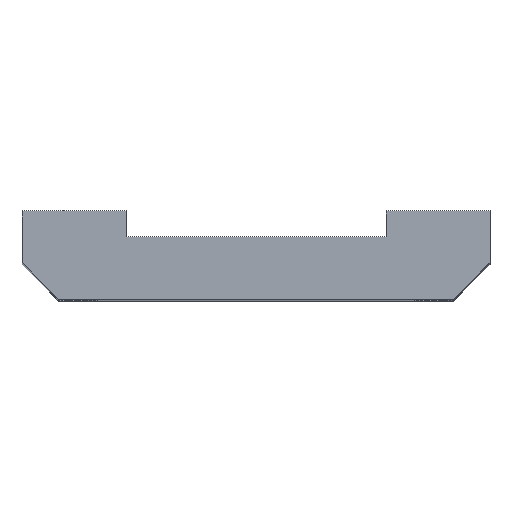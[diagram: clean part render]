
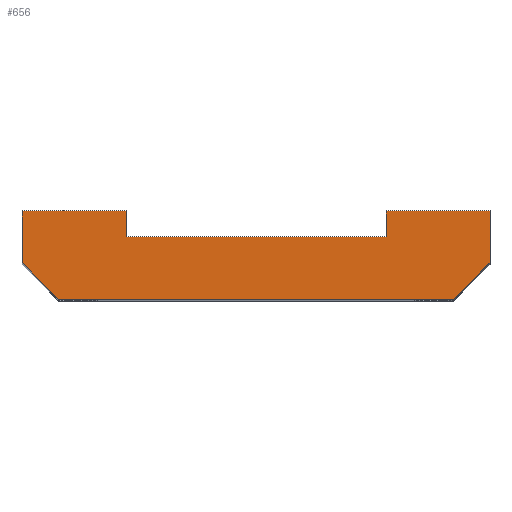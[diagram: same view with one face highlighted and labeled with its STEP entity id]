
A CAD part, top view. The second image highlights one B-rep face of the part: STEP entity #656.
In plain terms, the highlighted planar face has unit normal (0, 0, 1).
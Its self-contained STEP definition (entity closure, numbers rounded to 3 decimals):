
#1 = VERTEX_POINT ( 'NONE', #596 ) ;
#3 = ORIENTED_EDGE ( 'NONE', *, *, #542, .T. ) ;
#8 = ORIENTED_EDGE ( 'NONE', *, *, #622, .T. ) ;
#12 = LINE ( 'NONE', #82, #439 ) ;
#26 = VECTOR ( 'NONE', #215, 1000. ) ;
#75 = DIRECTION ( 'NONE',  ( 1., 0., 0. ) ) ;
#82 = CARTESIAN_POINT ( 'NONE',  ( -45., 7., 200. ) ) ;
#86 = DIRECTION ( 'NONE',  ( 0.707, -0.707, 0. ) ) ;
#98 = CARTESIAN_POINT ( 'NONE',  ( -25., 17., 200. ) ) ;
#119 = LINE ( 'NONE', #328, #705 ) ;
#134 = VECTOR ( 'NONE', #86, 1000. ) ;
#145 = VERTEX_POINT ( 'NONE', #763 ) ;
#156 = CARTESIAN_POINT ( 'NONE',  ( 45., 7., 200. ) ) ;
#159 = CARTESIAN_POINT ( 'NONE',  ( 45., 7., 200. ) ) ;
#160 = VERTEX_POINT ( 'NONE', #492 ) ;
#164 = LINE ( 'NONE', #477, #306 ) ;
#171 = ORIENTED_EDGE ( 'NONE', *, *, #583, .T. ) ;
#200 = VERTEX_POINT ( 'NONE', #765 ) ;
#209 = DIRECTION ( 'NONE',  ( 0., 0., -1. ) ) ;
#215 = DIRECTION ( 'NONE',  ( -1., 0., 0. ) ) ;
#280 = ORIENTED_EDGE ( 'NONE', *, *, #640, .T. ) ;
#303 = VERTEX_POINT ( 'NONE', #560 ) ;
#306 = VECTOR ( 'NONE', #678, 1000. ) ;
#313 = VECTOR ( 'NONE', #447, 1000. ) ;
#320 = DIRECTION ( 'NONE',  ( 0., 1., 0. ) ) ;
#321 = LINE ( 'NONE', #325, #134 ) ;
#323 = CARTESIAN_POINT ( 'NONE',  ( -25., 12., 200. ) ) ;
#325 = CARTESIAN_POINT ( 'NONE',  ( -38., 0., 200. ) ) ;
#328 = CARTESIAN_POINT ( 'NONE',  ( 38., 0., 200. ) ) ;
#330 = ORIENTED_EDGE ( 'NONE', *, *, #753, .T. ) ;
#332 = VERTEX_POINT ( 'NONE', #743 ) ;
#333 = LINE ( 'NONE', #588, #313 ) ;
#334 = CARTESIAN_POINT ( 'NONE',  ( 38., 0., 200. ) ) ;
#335 = AXIS2_PLACEMENT_3D ( 'NONE', #577, #209, #775 ) ;
#357 = LINE ( 'NONE', #452, #625 ) ;
#370 = ORIENTED_EDGE ( 'NONE', *, *, #626, .T. ) ;
#387 = DIRECTION ( 'NONE',  ( 0., -1., 0. ) ) ;
#388 = VERTEX_POINT ( 'NONE', #540 ) ;
#419 = VERTEX_POINT ( 'NONE', #98 ) ;
#420 = EDGE_CURVE ( 'NONE', #457, #1, #541, .T. ) ;
#439 = VECTOR ( 'NONE', #387, 1000. ) ;
#447 = DIRECTION ( 'NONE',  ( -1., 0., 0. ) ) ;
#448 = CARTESIAN_POINT ( 'NONE',  ( -25., 17., 200. ) ) ;
#452 = CARTESIAN_POINT ( 'NONE',  ( 45., 17., 200. ) ) ;
#457 = VERTEX_POINT ( 'NONE', #156 ) ;
#464 = DIRECTION ( 'NONE',  ( 0., 1., 0. ) ) ;
#477 = CARTESIAN_POINT ( 'NONE',  ( 25., 17., 200. ) ) ;
#484 = LINE ( 'NONE', #448, #570 ) ;
#487 = VERTEX_POINT ( 'NONE', #334 ) ;
#492 = CARTESIAN_POINT ( 'NONE',  ( -25., 12., 200. ) ) ;
#498 = VECTOR ( 'NONE', #464, 1000. ) ;
#509 = ORIENTED_EDGE ( 'NONE', *, *, #694, .T. ) ;
#540 = CARTESIAN_POINT ( 'NONE',  ( 25., 12., 200. ) ) ;
#541 = LINE ( 'NONE', #159, #498 ) ;
#542 = EDGE_CURVE ( 'NONE', #160, #419, #484, .T. ) ;
#560 = CARTESIAN_POINT ( 'NONE',  ( -45., 7., 200. ) ) ;
#570 = VECTOR ( 'NONE', #320, 1000. ) ;
#573 = EDGE_CURVE ( 'NONE', #145, #303, #12, .T. ) ;
#577 = CARTESIAN_POINT ( 'NONE',  ( 0., 0., 200. ) ) ;
#583 = EDGE_CURVE ( 'NONE', #332, #487, #651, .T. ) ;
#588 = CARTESIAN_POINT ( 'NONE',  ( -45., 17., 200. ) ) ;
#592 = DIRECTION ( 'NONE',  ( -1., 0., 0. ) ) ;
#596 = CARTESIAN_POINT ( 'NONE',  ( 45., 17., 200. ) ) ;
#622 = EDGE_CURVE ( 'NONE', #1, #200, #357, .T. ) ;
#625 = VECTOR ( 'NONE', #592, 1000. ) ;
#626 = EDGE_CURVE ( 'NONE', #419, #145, #333, .T. ) ;
#639 = ORIENTED_EDGE ( 'NONE', *, *, #723, .T. ) ;
#640 = EDGE_CURVE ( 'NONE', #388, #160, #673, .T. ) ;
#651 = LINE ( 'NONE', #716, #727 ) ;
#656 = ADVANCED_FACE ( 'NONE', ( #818 ), #781, .F. ) ;
#673 = LINE ( 'NONE', #323, #26 ) ;
#678 = DIRECTION ( 'NONE',  ( 0., -1., 0. ) ) ;
#694 = EDGE_CURVE ( 'NONE', #303, #332, #321, .T. ) ;
#705 = VECTOR ( 'NONE', #793, 1000. ) ;
#716 = CARTESIAN_POINT ( 'NONE',  ( 38., 0., 200. ) ) ;
#723 = EDGE_CURVE ( 'NONE', #487, #457, #119, .T. ) ;
#727 = VECTOR ( 'NONE', #75, 1000. ) ;
#743 = CARTESIAN_POINT ( 'NONE',  ( -38., 0., 200. ) ) ;
#745 = ORIENTED_EDGE ( 'NONE', *, *, #420, .T. ) ;
#753 = EDGE_CURVE ( 'NONE', #200, #388, #164, .T. ) ;
#754 = ORIENTED_EDGE ( 'NONE', *, *, #573, .T. ) ;
#763 = CARTESIAN_POINT ( 'NONE',  ( -45., 17., 200. ) ) ;
#765 = CARTESIAN_POINT ( 'NONE',  ( 25., 17., 200. ) ) ;
#775 = DIRECTION ( 'NONE',  ( -1., 0., 0. ) ) ;
#781 = PLANE ( 'NONE',  #335 ) ;
#787 = EDGE_LOOP ( 'NONE', ( #509, #171, #639, #745, #8, #330, #280, #3, #370, #754 ) ) ;
#793 = DIRECTION ( 'NONE',  ( 0.707, 0.707, 0. ) ) ;
#818 = FACE_OUTER_BOUND ( 'NONE', #787, .T. ) ;
